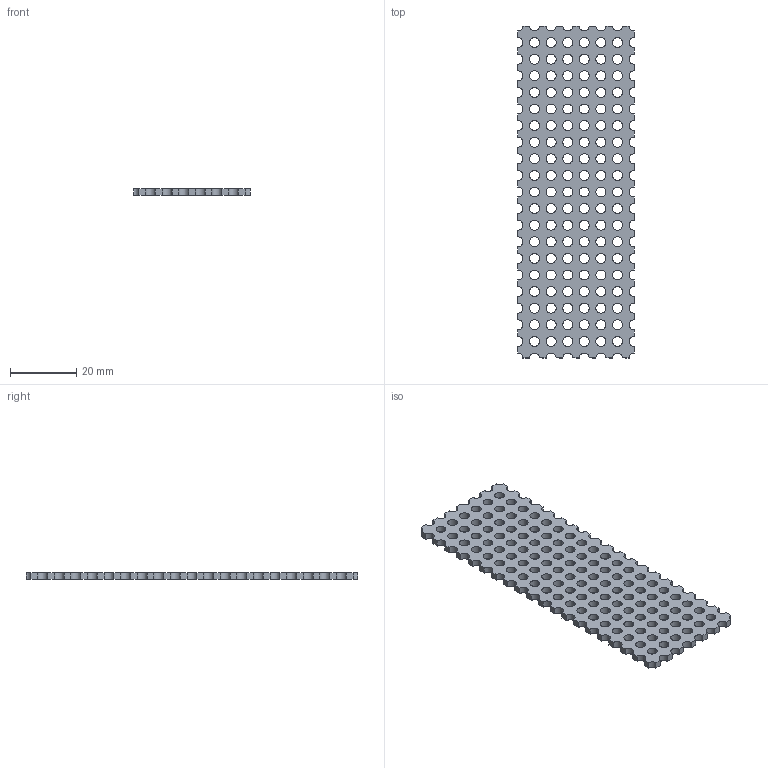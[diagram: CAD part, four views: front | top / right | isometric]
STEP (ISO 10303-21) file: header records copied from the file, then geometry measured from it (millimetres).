
FILE_DESCRIPTION (( 'STEP AP214' ), '1' );
FILE_NAME ('Board 100x35.STEP', '2022-02-11T14:11:32', ( '' ), ( '' ), 'SwSTEP 2.0', 'SolidWorks 2016', '' );
FILE_SCHEMA (( 'AUTOMOTIVE_DESIGN' ));
Length unit declared in the file: millimetre
Products named in the file (2): Board 100x35
Bounding box: 35 x 100 x 2 mm (x, y, z)
Volume: 5020.8 mm3; surface area: 7875.7 mm2
Topology: 1 solids, 1 shells, 357 faces, 1065 edges, 710 vertices
Faces by surface type: cylinder 301, plane 56
Entity records: 12846 total; most frequent: DIRECTION 2385, CARTESIAN_POINT 2134, ORIENTED_EDGE 2130, EDGE_CURVE 1065, AXIS2_PLACEMENT_3D 961, VERTEX_POINT 710, CIRCLE 602, EDGE_LOOP 585
